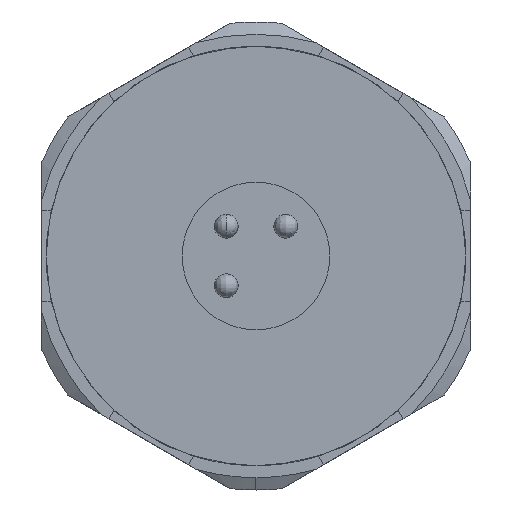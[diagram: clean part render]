
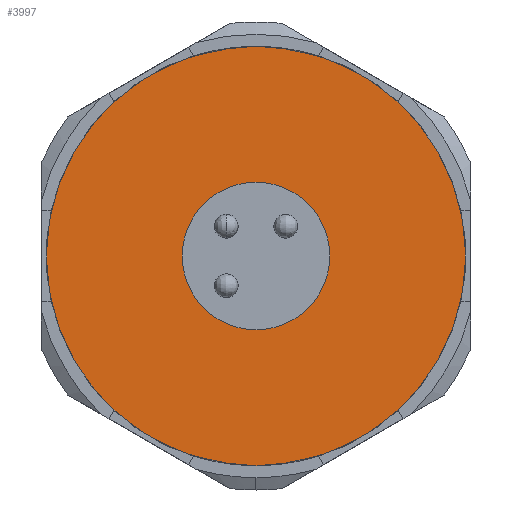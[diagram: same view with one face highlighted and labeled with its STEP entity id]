
A CAD part, left-side view. The second image highlights one B-rep face of the part: STEP entity #3997.
In plain terms, the highlighted planar face has unit normal (-1, 0, 0).
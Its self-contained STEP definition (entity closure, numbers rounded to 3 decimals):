
#521 = DIRECTION ( 'NONE',  ( 0., 0., 1. ) ) ;
#647 = ORIENTED_EDGE ( 'NONE', *, *, #8412, .T. ) ;
#927 = EDGE_LOOP ( 'NONE', ( #647, #4070 ) ) ;
#938 = CARTESIAN_POINT ( 'NONE',  ( -5.202, 0., 1.55 ) ) ;
#982 = EDGE_CURVE ( 'NONE', #6380, #2028, #2682, .T. ) ;
#1037 = EDGE_CURVE ( 'NONE', #2028, #6380, #2399, .T. ) ;
#1153 = ORIENTED_EDGE ( 'NONE', *, *, #982, .T. ) ;
#1866 = CARTESIAN_POINT ( 'NONE',  ( -5.202, 0., 4.4 ) ) ;
#2028 = VERTEX_POINT ( 'NONE', #1866 ) ;
#2078 = AXIS2_PLACEMENT_3D ( 'NONE', #7855, #3841, #8522 ) ;
#2399 = CIRCLE ( 'NONE', #8293, 4.4 ) ;
#2435 = CARTESIAN_POINT ( 'NONE',  ( -5.202, 0., -4.4 ) ) ;
#2548 = DIRECTION ( 'NONE',  ( -1., 0., 0. ) ) ;
#2682 = CIRCLE ( 'NONE', #8428, 4.4 ) ;
#3449 = DIRECTION ( 'NONE',  ( 1., 0., 0. ) ) ;
#3475 = FACE_OUTER_BOUND ( 'NONE', #8310, .T. ) ;
#3841 = DIRECTION ( 'NONE',  ( 1., 0., 0. ) ) ;
#3997 = ADVANCED_FACE ( 'NONE', ( #3475, #6927 ), #4655, .T. ) ;
#4011 = CIRCLE ( 'NONE', #7603, 1.55 ) ;
#4060 = DIRECTION ( 'NONE',  ( 0., 0., 1. ) ) ;
#4070 = ORIENTED_EDGE ( 'NONE', *, *, #7083, .T. ) ;
#4093 = DIRECTION ( 'NONE',  ( -1., 0., 0. ) ) ;
#4263 = CARTESIAN_POINT ( 'NONE',  ( -5.202, 0., 0. ) ) ;
#4401 = DIRECTION ( 'NONE',  ( -1., 0., 0. ) ) ;
#4655 = PLANE ( 'NONE',  #5209 ) ;
#5052 = CARTESIAN_POINT ( 'NONE',  ( -5.202, 0., -1.55 ) ) ;
#5209 = AXIS2_PLACEMENT_3D ( 'NONE', #4263, #4093, #4060 ) ;
#6380 = VERTEX_POINT ( 'NONE', #2435 ) ;
#6470 = CARTESIAN_POINT ( 'NONE',  ( -5.202, 0., 0. ) ) ;
#6552 = VERTEX_POINT ( 'NONE', #5052 ) ;
#6927 = FACE_BOUND ( 'NONE', #927, .T. ) ;
#7083 = EDGE_CURVE ( 'NONE', #6552, #8288, #7512, .T. ) ;
#7160 = DIRECTION ( 'NONE',  ( 0., 0., 1. ) ) ;
#7437 = CARTESIAN_POINT ( 'NONE',  ( -5.202, 0., 0. ) ) ;
#7512 = CIRCLE ( 'NONE', #2078, 1.55 ) ;
#7603 = AXIS2_PLACEMENT_3D ( 'NONE', #7437, #3449, #8094 ) ;
#7855 = CARTESIAN_POINT ( 'NONE',  ( -5.202, 0., 0. ) ) ;
#7924 = ORIENTED_EDGE ( 'NONE', *, *, #1037, .T. ) ;
#8094 = DIRECTION ( 'NONE',  ( 0., 0., 1. ) ) ;
#8288 = VERTEX_POINT ( 'NONE', #938 ) ;
#8293 = AXIS2_PLACEMENT_3D ( 'NONE', #6470, #2548, #7160 ) ;
#8310 = EDGE_LOOP ( 'NONE', ( #7924, #1153 ) ) ;
#8412 = EDGE_CURVE ( 'NONE', #8288, #6552, #4011, .T. ) ;
#8428 = AXIS2_PLACEMENT_3D ( 'NONE', #8429, #4401, #521 ) ;
#8429 = CARTESIAN_POINT ( 'NONE',  ( -5.202, 0., 0. ) ) ;
#8522 = DIRECTION ( 'NONE',  ( 0., 0., 1. ) ) ;
